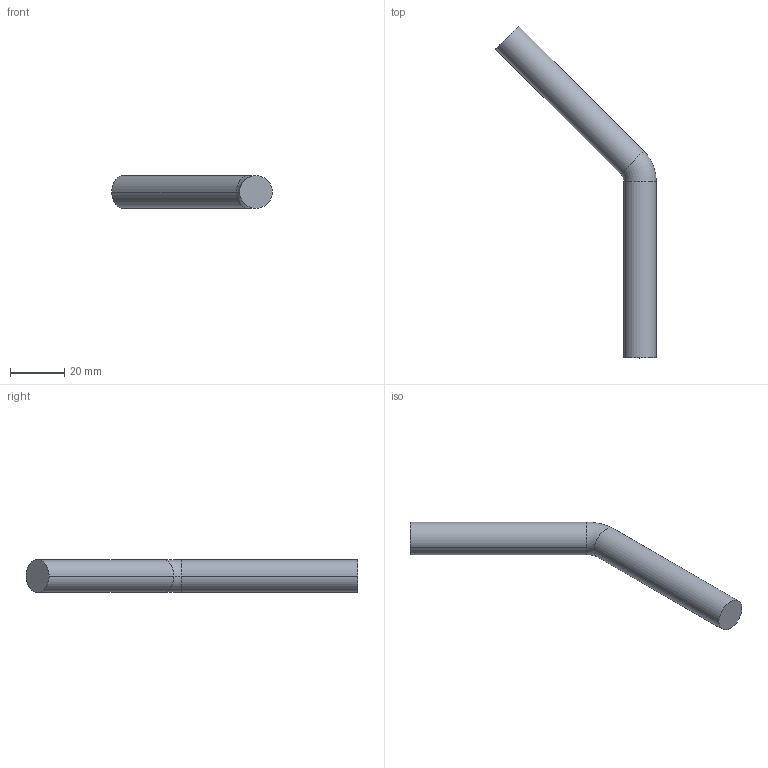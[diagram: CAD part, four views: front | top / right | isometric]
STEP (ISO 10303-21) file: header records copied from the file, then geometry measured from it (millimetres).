
FILE_DESCRIPTION((''),'2;1');
FILE_NAME('2835','2022-02-08T10:10:04',('Gogel'),('Gerresheimer Regensburg GmbH'),'CREO PARAMETRIC BY PTC INC, 2018420','CREO PARAMETRIC BY PTC INC, 2018420','');
FILE_SCHEMA(('AUTOMOTIVE_DESIGN { 1 0 10303 214 1 1 1 1 }'));
Length unit declared in the file: millimetre
Products named in the file (1): 2835
Bounding box: 59.03 x 122.03 x 12 mm (x, y, z)
Volume: 15558.8 mm3; surface area: 5412.5 mm2
Topology: 1 solids, 1 shells, 8 faces, 17 edges, 12 vertices
Faces by surface type: cylinder 4, plane 2, torus 2
Entity records: 616 total; most frequent: DIRECTION 78, CARTESIAN_POINT 57, COLOUR_RGB 43, PROPERTY_DEFINITION 35, REPRESENTATION 34, PROPERTY_DEFINITION_REPRESENTATION 34, AXIS2_PLACEMENT_3D 33, ORIENTED_EDGE 28
